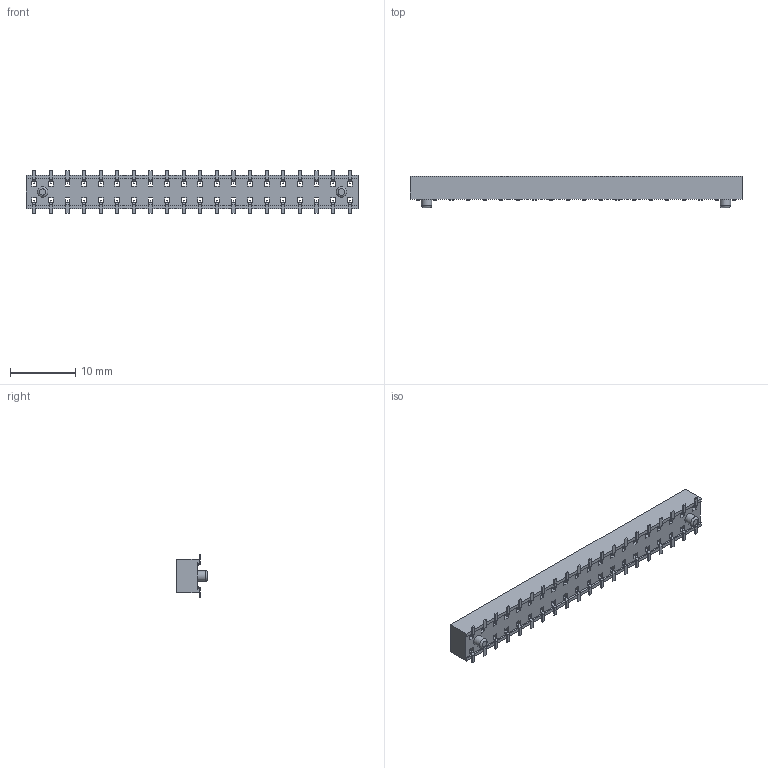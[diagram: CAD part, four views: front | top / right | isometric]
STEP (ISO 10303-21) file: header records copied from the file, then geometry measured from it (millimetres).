
FILE_DESCRIPTION(/* description */ ('STEP AP214'),/* implementation_level */ '2;1');
FILE_NAME(/* name */ 'HLE-120-02-F-DV-BE-A',/* time_stamp */ '2024-08-21T09:27:36+02:00',/* author */ ('License CC BY-ND 4.0'),/* organization */ ('CADENAS'),/* preprocessor_version */ 'ST-DEVELOPER v19.3',/* originating_system */ 'PARTsolutions',/* authorisation */ ' ');
FILE_SCHEMA (('AUTOMOTIVE_DESIGN {1 0 10303 214 3 1 1}'));
Length unit declared in the file: inch
Products named in the file (4): HLE-120-02-F-DV-BE-A; HLE-120-02-DV-A_socket; C-132-12-20-F-DV; C-132-12-20-F-DV2
Assembly tree (3 placements, depth 2):
  HLE-120-02-F-DV-BE-A
    HLE-120-02-DV-A_socket
    C-132-12-20-F-DV
    C-132-12-20-F-DV2
Bounding box: 50.8 x 4.78 x 6.58 mm (x, y, z)
Volume: 1007.5 mm3; surface area: 2785.9 mm2
Topology: 3 solids, 3 shells, 1555 faces, 4422 edges, 2894 vertices
Faces by surface type: plane 1471, cylinder 82, torus 2
Full cylindrical faces by diameter (mm): 1.587 x1, 1.588 x1
Entity records: 50123 total; most frequent: CARTESIAN_POINT 8871, ORIENTED_EDGE 8836, DIRECTION 7702, EDGE_CURVE 4418, LINE 4252, VECTOR 4252, VERTEX_POINT 2894, EDGE_LOOP 1896
